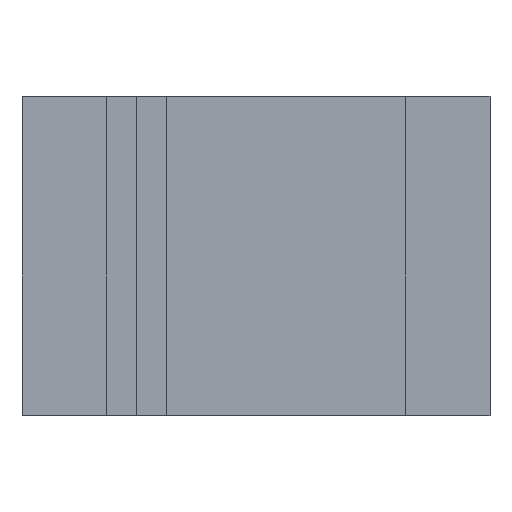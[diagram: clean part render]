
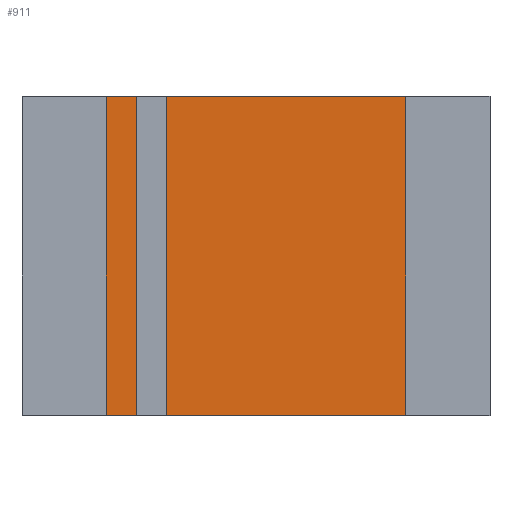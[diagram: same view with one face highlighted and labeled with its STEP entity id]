
A CAD part, top view. The second image highlights one B-rep face of the part: STEP entity #911.
In plain terms, the highlighted planar face has unit normal (0, 0, 1).
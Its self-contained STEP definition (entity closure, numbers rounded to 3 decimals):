
#687=CARTESIAN_POINT('',(2.553,-2.718,1.143));
#686=VERTEX_POINT('',#687);
#697=CARTESIAN_POINT('',(-2.553,-2.718,1.143));
#696=VERTEX_POINT('',#697);
#695=EDGE_CURVE('',#696,#686,#700,.T.);
#700=LINE('',#697,#702);
#702=VECTOR('',#703,5.105);
#703=DIRECTION('',(1.0,0.0,0.0));
#736=CARTESIAN_POINT('',(2.553,2.718,1.143));
#735=VERTEX_POINT('',#736);
#744=EDGE_CURVE('',#686,#735,#749,.T.);
#749=LINE('',#687,#751);
#751=VECTOR('',#752,5.436);
#752=DIRECTION('',(0.0,1.0,0.0));
#785=CARTESIAN_POINT('',(-2.553,2.718,1.143));
#784=VERTEX_POINT('',#785);
#793=EDGE_CURVE('',#735,#784,#798,.T.);
#798=LINE('',#736,#800);
#800=VECTOR('',#801,5.105);
#801=DIRECTION('',(-1.0,0.0,0.0));
#842=EDGE_CURVE('',#784,#696,#847,.T.);
#847=LINE('',#785,#849);
#849=VECTOR('',#850,5.436);
#850=DIRECTION('',(0.0,-1.0,0.0));
#911=ADVANCED_FACE('',(#917),#912,.T.);
#912=PLANE('',#913);
#913=AXIS2_PLACEMENT_3D('',#914,#915,#916);
#914=CARTESIAN_POINT('',(-2.553,-2.718,1.143));
#915=DIRECTION('',(0.0,0.0,1.0));
#916=DIRECTION('',(0.,1.,0.));
#917=FACE_OUTER_BOUND('',#918,.T.);
#918=EDGE_LOOP('',(#919,#929,#939,#949));
#919=ORIENTED_EDGE('',*,*,#695,.T.);
#929=ORIENTED_EDGE('',*,*,#744,.T.);
#939=ORIENTED_EDGE('',*,*,#793,.T.);
#949=ORIENTED_EDGE('',*,*,#842,.T.);
